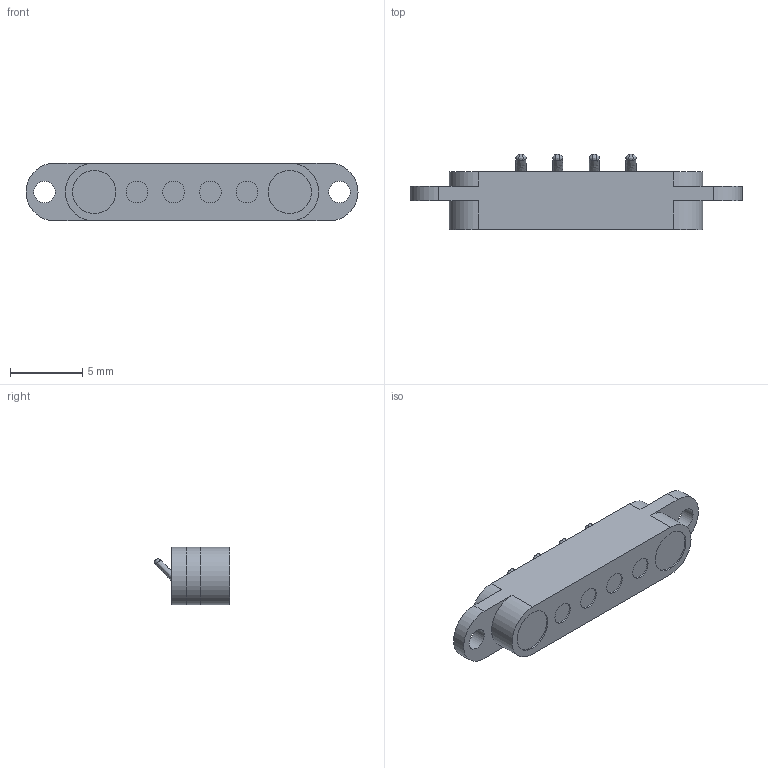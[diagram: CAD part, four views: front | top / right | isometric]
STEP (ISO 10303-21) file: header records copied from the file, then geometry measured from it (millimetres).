
FILE_DESCRIPTION(/* description */ (''),/* implementation_level */ '2;1');
FILE_NAME(/* name */ 'Connector2.stp',/* time_stamp */ '2024-05-10T17:50:02+03:00',/* author */ ('noname'),/* organization */ (''),/* preprocessor_version */ 'ST-DEVELOPER v19',/* originating_system */ 'Autodesk Inventor 2023',/* authorisation */ '');
FILE_SCHEMA (('AUTOMOTIVE_DESIGN { 1 0 10303 214 3 1 1 }'));
Length unit declared in the file: millimetre
Products named in the file (1): Connector1
Bounding box: 23 x 5.2 x 4 mm (x, y, z)
Volume: 284.7 mm3; surface area: 363.5 mm2
Topology: 1 solids, 1 shells, 52 faces, 120 edges, 72 vertices
Faces by surface type: bspline 20, plane 18, cylinder 14
Full cylindrical faces by diameter (mm): 1.5 x2, 1.51 x4, 3 x2
Entity records: 2056 total; most frequent: CARTESIAN_POINT 917, ORIENTED_EDGE 224, DIRECTION 178, EDGE_CURVE 112, AXIS2_PLACEMENT_3D 73, VERTEX_POINT 72, EDGE_LOOP 66, FACE_OUTER_BOUND 52
